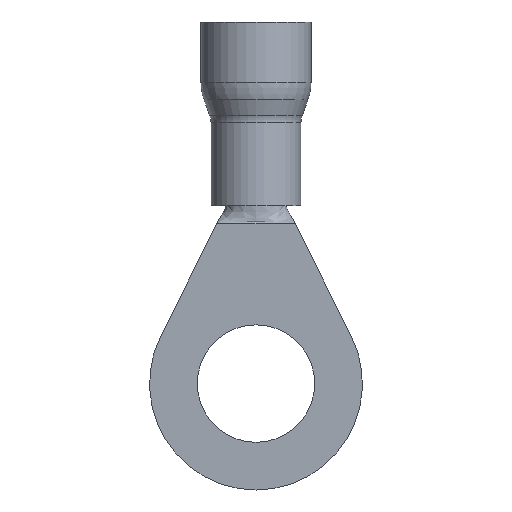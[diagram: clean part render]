
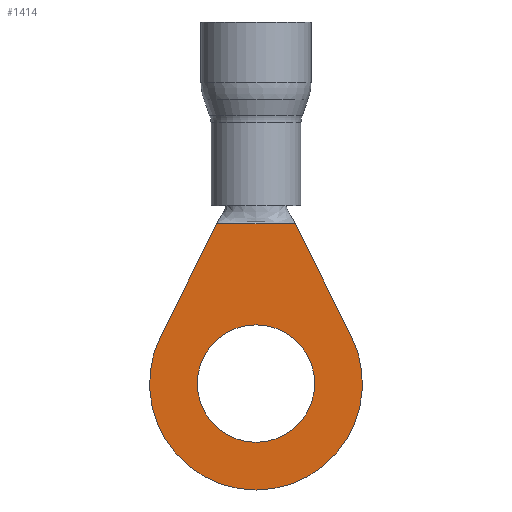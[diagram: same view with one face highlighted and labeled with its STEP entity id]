
A CAD part, front view. The second image highlights one B-rep face of the part: STEP entity #1414.
In plain terms, the highlighted planar face has unit normal (0, -1, 0).
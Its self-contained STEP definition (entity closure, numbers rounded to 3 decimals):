
#37 = CARTESIAN_POINT ( 'NONE',  ( 0., 0., 0. ) ) ;
#75 = EDGE_LOOP ( 'NONE', ( #845, #2264 ) ) ;
#118 = AXIS2_PLACEMENT_3D ( 'NONE', #723, #1856, #1830 ) ;
#200 = DIRECTION ( 'NONE',  ( 0., 0., 1. ) ) ;
#237 = CARTESIAN_POINT ( 'NONE',  ( 2.148, 0., 8.7 ) ) ;
#256 = VERTEX_POINT ( 'NONE', #1575 ) ;
#261 = ORIENTED_EDGE ( 'NONE', *, *, #2077, .F. ) ;
#268 = CARTESIAN_POINT ( 'NONE',  ( 0., 0., 0. ) ) ;
#285 = AXIS2_PLACEMENT_3D ( 'NONE', #1859, #1288, #916 ) ;
#470 = CARTESIAN_POINT ( 'NONE',  ( 0., 0., 8.7 ) ) ;
#481 = VECTOR ( 'NONE', #1838, 1000. ) ;
#522 = CARTESIAN_POINT ( 'NONE',  ( 5.192, 0., 2.585 ) ) ;
#539 = EDGE_CURVE ( 'NONE', #957, #1574, #1387, .T. ) ;
#575 = FACE_BOUND ( 'NONE', #75, .T. ) ;
#617 = CARTESIAN_POINT ( 'NONE',  ( 0., 0., 0. ) ) ;
#642 = CARTESIAN_POINT ( 'NONE',  ( 0., 0., -5.8 ) ) ;
#701 = CARTESIAN_POINT ( 'NONE',  ( -1.65, 0., 9.7 ) ) ;
#706 = CIRCLE ( 'NONE', #285, 3.2 ) ;
#723 = CARTESIAN_POINT ( 'NONE',  ( 0., 0., 0. ) ) ;
#743 = VECTOR ( 'NONE', #1592, 1000. ) ;
#781 = VECTOR ( 'NONE', #1197, 1000. ) ;
#799 = VERTEX_POINT ( 'NONE', #874 ) ;
#811 = DIRECTION ( 'NONE',  ( 0., 1., 0. ) ) ;
#834 = ORIENTED_EDGE ( 'NONE', *, *, #2273, .F. ) ;
#845 = ORIENTED_EDGE ( 'NONE', *, *, #2300, .T. ) ;
#857 = CIRCLE ( 'NONE', #2201, 3.2 ) ;
#874 = CARTESIAN_POINT ( 'NONE',  ( -5.192, 0., 2.585 ) ) ;
#916 = DIRECTION ( 'NONE',  ( 0., 0., 1. ) ) ;
#946 = ORIENTED_EDGE ( 'NONE', *, *, #2383, .F. ) ;
#957 = VERTEX_POINT ( 'NONE', #522 ) ;
#991 = DIRECTION ( 'NONE',  ( 0., 0., 1. ) ) ;
#1062 = CARTESIAN_POINT ( 'NONE',  ( 1.65, 0., 9.7 ) ) ;
#1071 = LINE ( 'NONE', #1062, #743 ) ;
#1197 = DIRECTION ( 'NONE',  ( -1., 0., 0. ) ) ;
#1229 = VERTEX_POINT ( 'NONE', #237 ) ;
#1243 = CIRCLE ( 'NONE', #2246, 5.8 ) ;
#1288 = DIRECTION ( 'NONE',  ( 0., 1., 0. ) ) ;
#1326 = DIRECTION ( 'NONE',  ( 0., 1., 0. ) ) ;
#1341 = DIRECTION ( 'NONE',  ( 0., 1., 0. ) ) ;
#1375 = LINE ( 'NONE', #470, #781 ) ;
#1387 = CIRCLE ( 'NONE', #118, 5.8 ) ;
#1414 = ADVANCED_FACE ( 'NONE', ( #1695, #575 ), #1878, .F. ) ;
#1574 = VERTEX_POINT ( 'NONE', #642 ) ;
#1575 = CARTESIAN_POINT ( 'NONE',  ( 0., 0., 3.2 ) ) ;
#1592 = DIRECTION ( 'NONE',  ( 0.446, 0., -0.895 ) ) ;
#1627 = CARTESIAN_POINT ( 'NONE',  ( 0., 0., -3.2 ) ) ;
#1661 = AXIS2_PLACEMENT_3D ( 'NONE', #617, #1341, #200 ) ;
#1662 = CARTESIAN_POINT ( 'NONE',  ( -2.148, 0., 8.7 ) ) ;
#1666 = EDGE_CURVE ( 'NONE', #1229, #2215, #1375, .T. ) ;
#1695 = FACE_OUTER_BOUND ( 'NONE', #2341, .T. ) ;
#1750 = ORIENTED_EDGE ( 'NONE', *, *, #1666, .T. ) ;
#1830 = DIRECTION ( 'NONE',  ( 0., 0., 1. ) ) ;
#1838 = DIRECTION ( 'NONE',  ( 0.446, 0., 0.895 ) ) ;
#1856 = DIRECTION ( 'NONE',  ( 0., 1., 0. ) ) ;
#1859 = CARTESIAN_POINT ( 'NONE',  ( 0., 0., 0. ) ) ;
#1878 = PLANE ( 'NONE',  #1661 ) ;
#1909 = EDGE_CURVE ( 'NONE', #256, #2050, #857, .T. ) ;
#1986 = LINE ( 'NONE', #701, #481 ) ;
#2050 = VERTEX_POINT ( 'NONE', #1627 ) ;
#2077 = EDGE_CURVE ( 'NONE', #1229, #957, #1071, .T. ) ;
#2201 = AXIS2_PLACEMENT_3D ( 'NONE', #268, #811, #991 ) ;
#2215 = VERTEX_POINT ( 'NONE', #1662 ) ;
#2230 = DIRECTION ( 'NONE',  ( 0., 0., 1. ) ) ;
#2246 = AXIS2_PLACEMENT_3D ( 'NONE', #37, #1326, #2230 ) ;
#2264 = ORIENTED_EDGE ( 'NONE', *, *, #1909, .T. ) ;
#2273 = EDGE_CURVE ( 'NONE', #1574, #799, #1243, .T. ) ;
#2300 = EDGE_CURVE ( 'NONE', #2050, #256, #706, .T. ) ;
#2328 = ORIENTED_EDGE ( 'NONE', *, *, #539, .F. ) ;
#2341 = EDGE_LOOP ( 'NONE', ( #261, #1750, #946, #834, #2328 ) ) ;
#2383 = EDGE_CURVE ( 'NONE', #799, #2215, #1986, .T. ) ;
